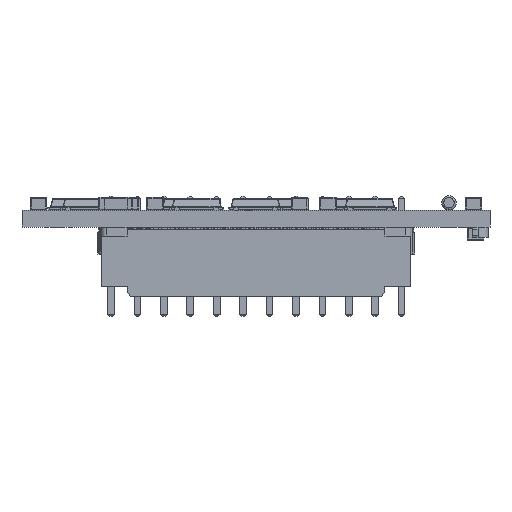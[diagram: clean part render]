
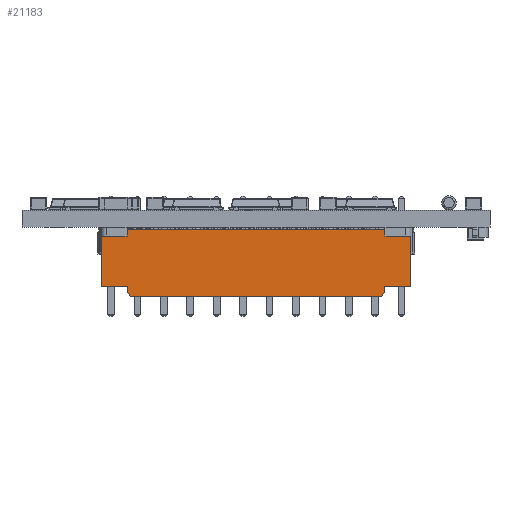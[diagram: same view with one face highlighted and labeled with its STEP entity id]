
A CAD part, left-side view. The second image highlights one B-rep face of the part: STEP entity #21183.
In plain terms, the highlighted face is planar.
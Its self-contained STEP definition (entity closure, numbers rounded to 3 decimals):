
#10546 = VERTEX_POINT('',#10547);
#10547 = CARTESIAN_POINT('',(14.9,0.8,2.5));
#10554 = EDGE_CURVE('',#10555,#10546,#10557,.T.);
#10555 = VERTEX_POINT('',#10556);
#10556 = CARTESIAN_POINT('',(12.4,0.8,2.5));
#10557 = LINE('',#10558,#10559);
#10558 = CARTESIAN_POINT('',(12.4,0.8,2.5));
#10559 = VECTOR('',#10560,1.);
#10560 = DIRECTION('',(1.,0.,0.));
#19206 = VERTEX_POINT('',#19207);
#19207 = CARTESIAN_POINT('',(-12.325,5.68,2.5));
#19213 = EDGE_CURVE('',#19206,#19214,#19216,.T.);
#19214 = VERTEX_POINT('',#19215);
#19215 = CARTESIAN_POINT('',(-12.325,6.217,2.5));
#19216 = LINE('',#19217,#19218);
#19217 = CARTESIAN_POINT('',(-12.325,5.68,2.5));
#19218 = VECTOR('',#19219,1.);
#19219 = DIRECTION('',(0.,1.,0.));
#19262 = VERTEX_POINT('',#19263);
#19263 = CARTESIAN_POINT('',(-12.075,6.65,2.5));
#19269 = EDGE_CURVE('',#19262,#19270,#19272,.T.);
#19270 = VERTEX_POINT('',#19271);
#19271 = CARTESIAN_POINT('',(12.075,6.65,2.5));
#19272 = LINE('',#19273,#19274);
#19273 = CARTESIAN_POINT('',(-12.075,6.65,2.5));
#19274 = VECTOR('',#19275,1.);
#19275 = DIRECTION('',(1.,0.,0.));
#19306 = EDGE_CURVE('',#19262,#19214,#19307,.T.);
#19307 = LINE('',#19308,#19309);
#19308 = CARTESIAN_POINT('',(-12.075,6.65,2.5));
#19309 = VECTOR('',#19310,1.);
#19310 = DIRECTION('',(-0.5,-0.866,0.));
#19347 = EDGE_CURVE('',#19348,#19270,#19350,.T.);
#19348 = VERTEX_POINT('',#19349);
#19349 = CARTESIAN_POINT('',(12.325,6.217,2.5));
#19350 = LINE('',#19351,#19352);
#19351 = CARTESIAN_POINT('',(12.325,6.217,2.5));
#19352 = VECTOR('',#19353,1.);
#19353 = DIRECTION('',(-0.5,0.866,0.));
#19386 = EDGE_CURVE('',#19348,#19387,#19389,.T.);
#19387 = VERTEX_POINT('',#19388);
#19388 = CARTESIAN_POINT('',(12.325,5.68,2.5));
#19389 = LINE('',#19390,#19391);
#19390 = CARTESIAN_POINT('',(12.325,6.217,2.5));
#19391 = VECTOR('',#19392,1.);
#19392 = DIRECTION('',(0.,-1.,0.));
#20070 = EDGE_CURVE('',#19387,#20071,#20073,.T.);
#20071 = VERTEX_POINT('',#20072);
#20072 = CARTESIAN_POINT('',(14.9,5.68,2.5));
#20073 = LINE('',#20074,#20075);
#20074 = CARTESIAN_POINT('',(12.325,5.68,2.5));
#20075 = VECTOR('',#20076,1.);
#20076 = DIRECTION('',(1.,0.,0.));
#20985 = VERTEX_POINT('',#20986);
#20986 = CARTESIAN_POINT('',(-14.9,5.68,2.5));
#20992 = EDGE_CURVE('',#20985,#19206,#20993,.T.);
#20993 = LINE('',#20994,#20995);
#20994 = CARTESIAN_POINT('',(-14.9,5.68,2.5));
#20995 = VECTOR('',#20996,1.);
#20996 = DIRECTION('',(1.,0.,0.));
#21136 = VERTEX_POINT('',#21137);
#21137 = CARTESIAN_POINT('',(-12.4,0.15,2.5));
#21145 = VERTEX_POINT('',#21146);
#21146 = CARTESIAN_POINT('',(12.4,0.15,2.5));
#21152 = EDGE_CURVE('',#21136,#21145,#21153,.T.);
#21153 = LINE('',#21154,#21155);
#21154 = CARTESIAN_POINT('',(-12.4,0.15,2.5));
#21155 = VECTOR('',#21156,1.);
#21156 = DIRECTION('',(1.,0.,0.));
#21168 = EDGE_CURVE('',#10555,#21145,#21169,.T.);
#21169 = LINE('',#21170,#21171);
#21170 = CARTESIAN_POINT('',(12.4,0.8,2.5));
#21171 = VECTOR('',#21172,1.);
#21172 = DIRECTION('',(0.,-1.,0.));
#21183 = ADVANCED_FACE('',(#21184),#21224,.T.);
#21184 = FACE_BOUND('',#21185,.T.);
#21185 = EDGE_LOOP('',(#21186,#21187,#21188,#21194,#21195,#21196,#21197,
    #21198,#21199,#21200,#21201,#21209,#21217,#21223));
#21186 = ORIENTED_EDGE('',*,*,#21168,.F.);
#21187 = ORIENTED_EDGE('',*,*,#10554,.T.);
#21188 = ORIENTED_EDGE('',*,*,#21189,.F.);
#21189 = EDGE_CURVE('',#20071,#10546,#21190,.T.);
#21190 = LINE('',#21191,#21192);
#21191 = CARTESIAN_POINT('',(14.9,5.68,2.5));
#21192 = VECTOR('',#21193,1.);
#21193 = DIRECTION('',(0.,-1.,0.));
#21194 = ORIENTED_EDGE('',*,*,#20070,.F.);
#21195 = ORIENTED_EDGE('',*,*,#19386,.F.);
#21196 = ORIENTED_EDGE('',*,*,#19347,.T.);
#21197 = ORIENTED_EDGE('',*,*,#19269,.F.);
#21198 = ORIENTED_EDGE('',*,*,#19306,.T.);
#21199 = ORIENTED_EDGE('',*,*,#19213,.F.);
#21200 = ORIENTED_EDGE('',*,*,#20992,.F.);
#21201 = ORIENTED_EDGE('',*,*,#21202,.F.);
#21202 = EDGE_CURVE('',#21203,#20985,#21205,.T.);
#21203 = VERTEX_POINT('',#21204);
#21204 = CARTESIAN_POINT('',(-14.9,0.8,2.5));
#21205 = LINE('',#21206,#21207);
#21206 = CARTESIAN_POINT('',(-14.9,0.8,2.5));
#21207 = VECTOR('',#21208,1.);
#21208 = DIRECTION('',(0.,1.,0.));
#21209 = ORIENTED_EDGE('',*,*,#21210,.T.);
#21210 = EDGE_CURVE('',#21203,#21211,#21213,.T.);
#21211 = VERTEX_POINT('',#21212);
#21212 = CARTESIAN_POINT('',(-12.4,0.8,2.5));
#21213 = LINE('',#21214,#21215);
#21214 = CARTESIAN_POINT('',(-14.9,0.8,2.5));
#21215 = VECTOR('',#21216,1.);
#21216 = DIRECTION('',(1.,0.,0.));
#21217 = ORIENTED_EDGE('',*,*,#21218,.F.);
#21218 = EDGE_CURVE('',#21136,#21211,#21219,.T.);
#21219 = LINE('',#21220,#21221);
#21220 = CARTESIAN_POINT('',(-12.4,0.15,2.5));
#21221 = VECTOR('',#21222,1.);
#21222 = DIRECTION('',(0.,1.,0.));
#21223 = ORIENTED_EDGE('',*,*,#21152,.T.);
#21224 = PLANE('',#21225);
#21225 = AXIS2_PLACEMENT_3D('',#21226,#21227,#21228);
#21226 = CARTESIAN_POINT('',(0.,3.525,2.5));
#21227 = DIRECTION('',(0.,0.,1.));
#21228 = DIRECTION('',(1.,0.,0.));
